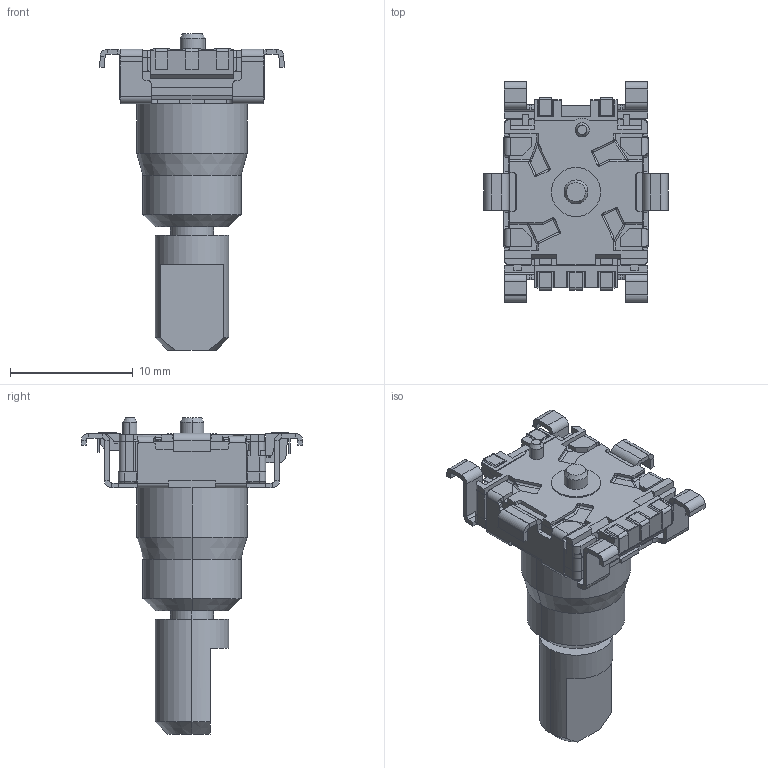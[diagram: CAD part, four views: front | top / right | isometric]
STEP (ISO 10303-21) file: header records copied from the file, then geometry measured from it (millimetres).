
FILE_DESCRIPTION(('STEP AP242'),'1');
FILE_NAME('ec11j0924411.stp','2021-10-19T05:41:59',('TraceParts'),('TraceParts S.A.'),'Spatial InterOp 3D',' ',' ');
FILE_SCHEMA(('AP242_MANAGED_MODEL_BASED_3D_ENGINEERING_MIM_LF {1 0 10303 442 1 1 4}'));
Length unit declared in the file: millimetre
Products named in the file (1): ec11j0924411
Bounding box: 15 x 18 x 25.73 mm (x, y, z)
Volume: 1428 mm3; surface area: 1368.6 mm2
Topology: 1 solids, 1 shells, 772 faces, 2006 edges, 1215 vertices
Faces by surface type: plane 520, cylinder 203, sphere 22, cone 15, bspline 8, torus 4
Entity records: 29407 total; most frequent: CARTESIAN_POINT 4355, ORIENTED_EDGE 3990, DIRECTION 3875, EDGE_CURVE 1995, LINE 1511, VECTOR 1511, VERTEX_POINT 1215, AXIS2_PLACEMENT_3D 1182
